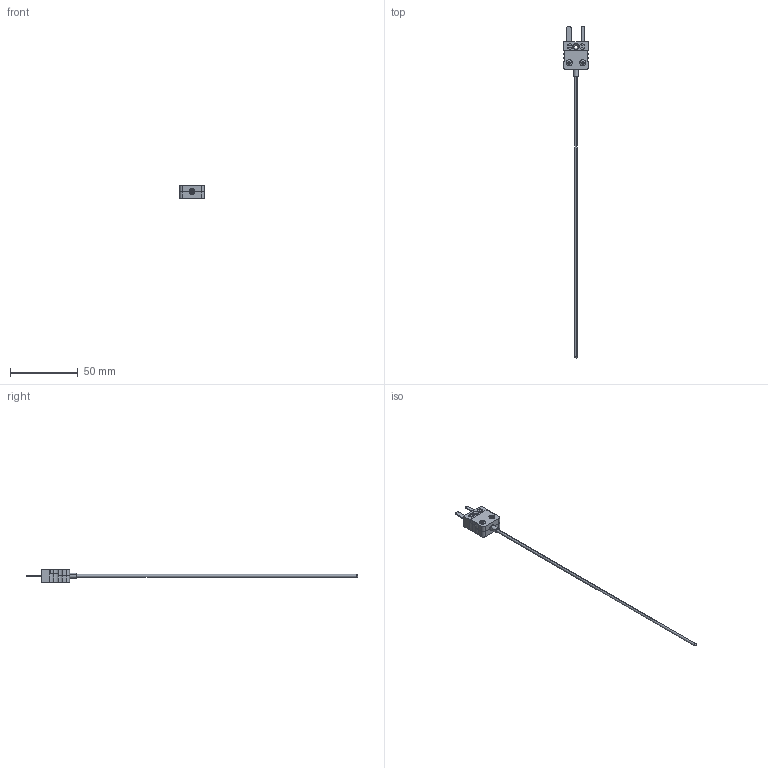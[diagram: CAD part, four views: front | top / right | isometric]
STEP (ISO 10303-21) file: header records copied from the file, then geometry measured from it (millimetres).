
FILE_DESCRIPTION (( 'STEP AP214' ), '1' );
FILE_NAME ('16-0001-MCC.STEP', '2024-06-10T09:07:23', ( '' ), ( '' ), 'SwSTEP 2.0', 'SolidWorks 2022', '' );
FILE_SCHEMA (( 'AUTOMOTIVE_DESIGN' ));
Length unit declared in the file: millimetre
Products named in the file (9): MSC_Deckel_Cer; Minus; 16-0001-MCC; MSC_Koerper_CER; 16-0102xx-BL20_D2; pan head cross recess screw_din_ISO 7045 - M2.5 x 5 - Z --- 5N; Plus; Mini quetchhülse 3mm; MSC_CER
Assembly tree (9 placements, depth 3):
  16-0001-MCC
    16-0102xx-BL20_D2
    Mini quetchhülse 3mm
    MSC_CER
      MSC_Deckel_Cer
      MSC_Koerper_CER
      Plus
      Minus
      pan head cross recess screw_din_ISO 7045 - M2.5 x 5 - Z --- 5N  x2
Bounding box: 18.3 x 245.6 x 9.5 mm (x, y, z)
Volume: 4085.5 mm3; surface area: 4912.9 mm2
Topology: 8 solids, 8 shells, 272 faces, 681 edges, 433 vertices
Faces by surface type: plane 155, cylinder 75, cone 26, torus 10, sphere 6
Entity records: 7271 total; most frequent: DIRECTION 1256, CARTESIAN_POINT 1229, ORIENTED_EDGE 1150, EDGE_CURVE 575, AXIS2_PLACEMENT_3D 452, VERTEX_POINT 373, VECTOR 352, LINE 352
